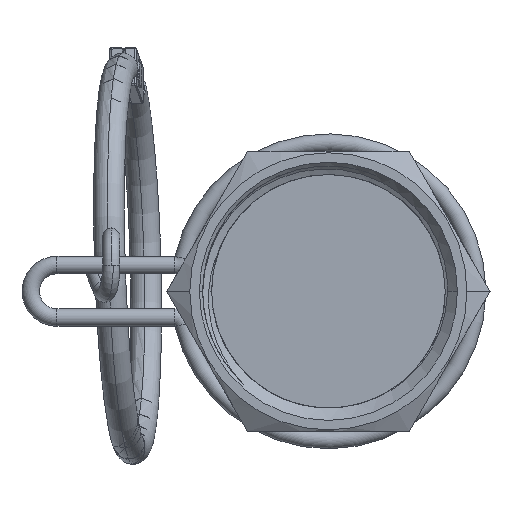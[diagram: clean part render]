
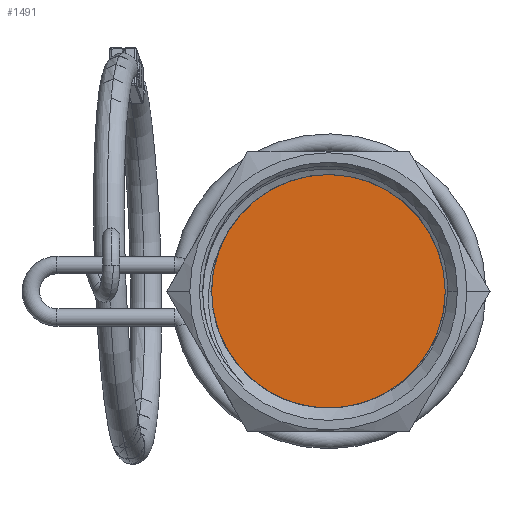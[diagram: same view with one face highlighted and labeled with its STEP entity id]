
A CAD part, left-side view. The second image highlights one B-rep face of the part: STEP entity #1491.
In plain terms, the highlighted face is planar.
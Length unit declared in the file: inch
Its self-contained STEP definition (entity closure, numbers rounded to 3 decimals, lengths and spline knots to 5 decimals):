
#988 = VERTEX_POINT ( 'NONE', #1902 ) ;
#1461 = CIRCLE ( 'NONE', #3488, 0.41775 ) ;
#1491 = ADVANCED_FACE ( 'NONE', ( #8236 ), #8342, .T. ) ;
#1902 = CARTESIAN_POINT ( 'NONE',  ( 0., 0.094, -0.41775 ) ) ;
#1954 = AXIS2_PLACEMENT_3D ( 'NONE', #6392, #3849, #3760 ) ;
#2610 = CARTESIAN_POINT ( 'NONE',  ( 0., 0.094, 0. ) ) ;
#3383 = CARTESIAN_POINT ( 'NONE',  ( 0., 0.094, 0. ) ) ;
#3455 = EDGE_CURVE ( 'NONE', #988, #3834, #4947, .T. ) ;
#3488 = AXIS2_PLACEMENT_3D ( 'NONE', #2610, #5875, #6543 ) ;
#3760 = DIRECTION ( 'NONE',  ( 0., 0., 1. ) ) ;
#3834 = VERTEX_POINT ( 'NONE', #7635 ) ;
#3849 = DIRECTION ( 'NONE',  ( 0., 1., 0. ) ) ;
#4725 = EDGE_LOOP ( 'NONE', ( #6286, #6207 ) ) ;
#4947 = CIRCLE ( 'NONE', #7691, 0.41775 ) ;
#5875 = DIRECTION ( 'NONE',  ( 0., 1., 0. ) ) ;
#6015 = DIRECTION ( 'NONE',  ( 0., 1., 0. ) ) ;
#6207 = ORIENTED_EDGE ( 'NONE', *, *, #7228, .T. ) ;
#6286 = ORIENTED_EDGE ( 'NONE', *, *, #3455, .T. ) ;
#6392 = CARTESIAN_POINT ( 'NONE',  ( 0., 0.094, 0. ) ) ;
#6543 = DIRECTION ( 'NONE',  ( 0., 0., 1. ) ) ;
#7228 = EDGE_CURVE ( 'NONE', #3834, #988, #1461, .T. ) ;
#7280 = DIRECTION ( 'NONE',  ( 0., 0., 1. ) ) ;
#7635 = CARTESIAN_POINT ( 'NONE',  ( 0., 0.094, 0.41775 ) ) ;
#7691 = AXIS2_PLACEMENT_3D ( 'NONE', #3383, #6015, #7280 ) ;
#8236 = FACE_OUTER_BOUND ( 'NONE', #4725, .T. ) ;
#8342 = PLANE ( 'NONE',  #1954 ) ;
